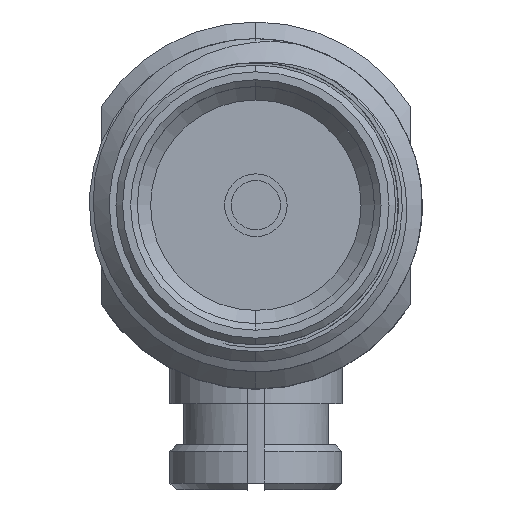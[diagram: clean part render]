
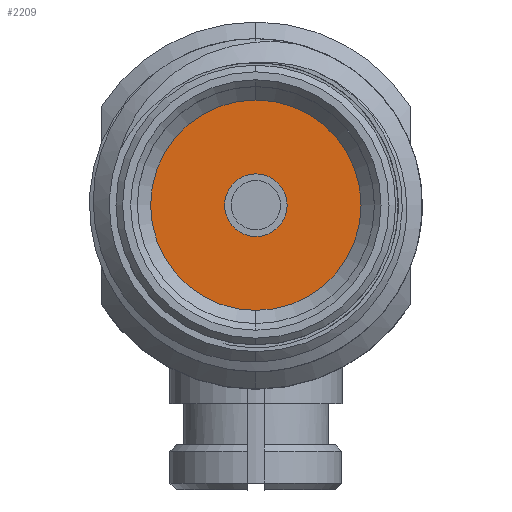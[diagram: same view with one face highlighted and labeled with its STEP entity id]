
A CAD part, top view. The second image highlights one B-rep face of the part: STEP entity #2209.
In plain terms, the highlighted planar face has unit normal (0, 0, 1).
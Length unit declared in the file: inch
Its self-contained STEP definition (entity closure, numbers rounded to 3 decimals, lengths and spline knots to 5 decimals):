
#72 = PLANE ( 'NONE',  #4817 ) ;
#191 = VERTEX_POINT ( 'NONE', #1004 ) ;
#358 = DIRECTION ( 'NONE',  ( 0., 0., 1. ) ) ;
#412 = VERTEX_POINT ( 'NONE', #5284 ) ;
#520 = VERTEX_POINT ( 'NONE', #4292 ) ;
#653 = CIRCLE ( 'NONE', #1187, 0.079 ) ;
#1004 = CARTESIAN_POINT ( 'NONE',  ( 0.079, 0., 0.265 ) ) ;
#1113 = AXIS2_PLACEMENT_3D ( 'NONE', #6846, #4016, #4638 ) ;
#1167 = DIRECTION ( 'NONE',  ( 1., 0., 0. ) ) ;
#1187 = AXIS2_PLACEMENT_3D ( 'NONE', #5049, #3925, #6055 ) ;
#1520 = CARTESIAN_POINT ( 'NONE',  ( 0., 0., 0.265 ) ) ;
#1763 = DIRECTION ( 'NONE',  ( 0., 0., 1. ) ) ;
#1963 = ORIENTED_EDGE ( 'NONE', *, *, #7111, .F. ) ;
#2004 = CARTESIAN_POINT ( 'NONE',  ( 0., 0., 0.265 ) ) ;
#2209 = ADVANCED_FACE ( 'NONE', ( #5319, #6866 ), #72, .T. ) ;
#2240 = VERTEX_POINT ( 'NONE', #4575 ) ;
#2474 = AXIS2_PLACEMENT_3D ( 'NONE', #1520, #5942, #3695 ) ;
#2583 = ORIENTED_EDGE ( 'NONE', *, *, #3973, .F. ) ;
#3406 = CARTESIAN_POINT ( 'NONE',  ( 0., 0., 0.265 ) ) ;
#3630 = ORIENTED_EDGE ( 'NONE', *, *, #6908, .T. ) ;
#3695 = DIRECTION ( 'NONE',  ( 1., 0., 0. ) ) ;
#3712 = DIRECTION ( 'NONE',  ( 1., 0., 0. ) ) ;
#3925 = DIRECTION ( 'NONE',  ( 0., 0., 1. ) ) ;
#3973 = EDGE_CURVE ( 'NONE', #412, #520, #5297, .T. ) ;
#4016 = DIRECTION ( 'NONE',  ( 0., 0., 1. ) ) ;
#4132 = CIRCLE ( 'NONE', #2474, 0.0235 ) ;
#4149 = EDGE_CURVE ( 'NONE', #2240, #191, #653, .T. ) ;
#4292 = CARTESIAN_POINT ( 'NONE',  ( -0.0235, 0., 0.265 ) ) ;
#4575 = CARTESIAN_POINT ( 'NONE',  ( -0.079, 0., 0.265 ) ) ;
#4638 = DIRECTION ( 'NONE',  ( 1., 0., 0. ) ) ;
#4817 = AXIS2_PLACEMENT_3D ( 'NONE', #3406, #1763, #1167 ) ;
#5049 = CARTESIAN_POINT ( 'NONE',  ( 0., 0., 0.265 ) ) ;
#5274 = CIRCLE ( 'NONE', #1113, 0.079 ) ;
#5284 = CARTESIAN_POINT ( 'NONE',  ( 0.0235, 0., 0.265 ) ) ;
#5297 = CIRCLE ( 'NONE', #6435, 0.0235 ) ;
#5319 = FACE_BOUND ( 'NONE', #6377, .T. ) ;
#5942 = DIRECTION ( 'NONE',  ( 0., 0., 1. ) ) ;
#6055 = DIRECTION ( 'NONE',  ( 1., 0., 0. ) ) ;
#6377 = EDGE_LOOP ( 'NONE', ( #2583, #1963 ) ) ;
#6435 = AXIS2_PLACEMENT_3D ( 'NONE', #2004, #358, #3712 ) ;
#6537 = ORIENTED_EDGE ( 'NONE', *, *, #4149, .T. ) ;
#6818 = EDGE_LOOP ( 'NONE', ( #3630, #6537 ) ) ;
#6846 = CARTESIAN_POINT ( 'NONE',  ( 0., 0., 0.265 ) ) ;
#6866 = FACE_OUTER_BOUND ( 'NONE', #6818, .T. ) ;
#6908 = EDGE_CURVE ( 'NONE', #191, #2240, #5274, .T. ) ;
#7111 = EDGE_CURVE ( 'NONE', #520, #412, #4132, .T. ) ;
